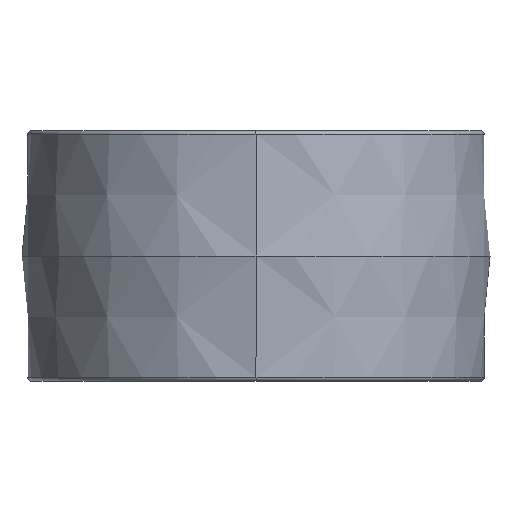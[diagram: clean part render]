
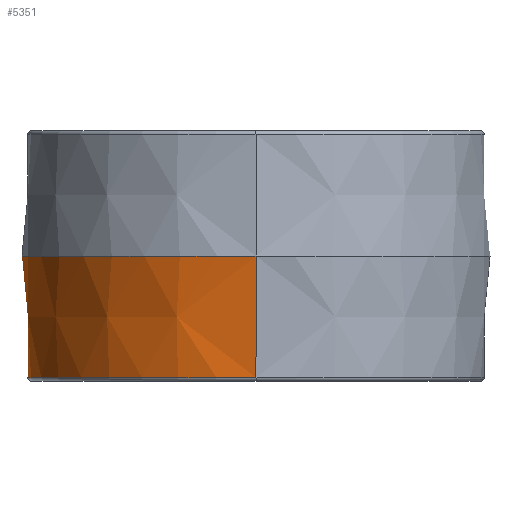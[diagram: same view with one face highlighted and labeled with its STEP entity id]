
A CAD part, left-side view. The second image highlights one B-rep face of the part: STEP entity #5351.
In plain terms, the highlighted conical face has half-angle 3 degrees and reference radius 30 mm.
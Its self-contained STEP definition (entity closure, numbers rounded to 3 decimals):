
#367 = CARTESIAN_POINT ( 'NONE',  ( 16.149, 24.668, -9.843 ) ) ;
#638 = LINE ( 'NONE', #15558, #1420 ) ;
#730 = VECTOR ( 'NONE', #14381, 1000. ) ;
#1061 = DIRECTION ( 'NONE',  ( -0.052, 0., 0.999 ) ) ;
#1420 = VECTOR ( 'NONE', #14243, 1000. ) ;
#1426 = ORIENTED_EDGE ( 'NONE', *, *, #14772, .T. ) ;
#1511 = CARTESIAN_POINT ( 'NONE',  ( -30., 0., 0. ) ) ;
#1706 = CARTESIAN_POINT ( 'NONE',  ( 16.431, 25.1, 0. ) ) ;
#2064 = AXIS2_PLACEMENT_3D ( 'NONE', #6799, #8121, #12000 ) ;
#2395 = CARTESIAN_POINT ( 'NONE',  ( 16.431, 25.1, 0. ) ) ;
#2468 = VECTOR ( 'NONE', #1061, 1000. ) ;
#2800 = AXIS2_PLACEMENT_3D ( 'NONE', #6930, #11797, #6871 ) ;
#2898 = FACE_OUTER_BOUND ( 'NONE', #11487, .T. ) ;
#3178 = EDGE_CURVE ( 'NONE', #4047, #5360, #5100, .T. ) ;
#3190 = VERTEX_POINT ( 'NONE', #14463 ) ;
#3303 = CARTESIAN_POINT ( 'NONE',  ( 0., 0., -9.843 ) ) ;
#4047 = VERTEX_POINT ( 'NONE', #8030 ) ;
#4409 = VERTEX_POINT ( 'NONE', #367 ) ;
#4415 = DIRECTION ( 'NONE',  ( -1., 0., 0. ) ) ;
#4676 = CIRCLE ( 'NONE', #7340, 30. ) ;
#5100 = CIRCLE ( 'NONE', #2064, 29.186 ) ;
#5351 = ADVANCED_FACE ( 'NONE', ( #2898 ), #10408, .T. ) ;
#5360 = VERTEX_POINT ( 'NONE', #5618 ) ;
#5405 = EDGE_CURVE ( 'NONE', #10690, #16288, #4676, .T. ) ;
#5618 = CARTESIAN_POINT ( 'NONE',  ( -29.186, 0., -15.526 ) ) ;
#5756 = EDGE_CURVE ( 'NONE', #4409, #10690, #12769, .T. ) ;
#6362 = ORIENTED_EDGE ( 'NONE', *, *, #5756, .F. ) ;
#6412 = AXIS2_PLACEMENT_3D ( 'NONE', #3303, #15922, #4415 ) ;
#6799 = CARTESIAN_POINT ( 'NONE',  ( 0., 0., -15.526 ) ) ;
#6871 = DIRECTION ( 'NONE',  ( 1., 0., 0. ) ) ;
#6930 = CARTESIAN_POINT ( 'NONE',  ( 0., 0., 0. ) ) ;
#7340 = AXIS2_PLACEMENT_3D ( 'NONE', #10519, #8190, #11910 ) ;
#7672 = ORIENTED_EDGE ( 'NONE', *, *, #3178, .T. ) ;
#8030 = CARTESIAN_POINT ( 'NONE',  ( 29.186, 0., -15.526 ) ) ;
#8121 = DIRECTION ( 'NONE',  ( 0., 0., 1. ) ) ;
#8190 = DIRECTION ( 'NONE',  ( 0., 0., 1. ) ) ;
#8286 = ORIENTED_EDGE ( 'NONE', *, *, #12943, .F. ) ;
#9082 = ORIENTED_EDGE ( 'NONE', *, *, #5405, .F. ) ;
#10408 = CONICAL_SURFACE ( 'NONE', #2800, 30., 0.052 ) ;
#10519 = CARTESIAN_POINT ( 'NONE',  ( 0., 0., 0. ) ) ;
#10690 = VERTEX_POINT ( 'NONE', #2395 ) ;
#11487 = EDGE_LOOP ( 'NONE', ( #7672, #1426, #9082, #6362, #15700, #8286 ) ) ;
#11797 = DIRECTION ( 'NONE',  ( 0., 0., 1. ) ) ;
#11910 = DIRECTION ( 'NONE',  ( 1., 0., 0. ) ) ;
#12000 = DIRECTION ( 'NONE',  ( -1., 0., 0. ) ) ;
#12476 = CARTESIAN_POINT ( 'NONE',  ( -30., 0., 0. ) ) ;
#12551 = CIRCLE ( 'NONE', #6412, 29.484 ) ;
#12769 = LINE ( 'NONE', #1706, #730 ) ;
#12943 = EDGE_CURVE ( 'NONE', #4047, #3190, #638, .T. ) ;
#14113 = LINE ( 'NONE', #12476, #2468 ) ;
#14243 = DIRECTION ( 'NONE',  ( 0.052, 0., 0.999 ) ) ;
#14381 = DIRECTION ( 'NONE',  ( 0.029, 0.044, 0.999 ) ) ;
#14463 = CARTESIAN_POINT ( 'NONE',  ( 29.484, 0., -9.843 ) ) ;
#14772 = EDGE_CURVE ( 'NONE', #5360, #16288, #14113, .T. ) ;
#15021 = EDGE_CURVE ( 'NONE', #4409, #3190, #12551, .T. ) ;
#15558 = CARTESIAN_POINT ( 'NONE',  ( 30., 0., 0. ) ) ;
#15700 = ORIENTED_EDGE ( 'NONE', *, *, #15021, .T. ) ;
#15922 = DIRECTION ( 'NONE',  ( 0., 0., -1. ) ) ;
#16288 = VERTEX_POINT ( 'NONE', #1511 ) ;
